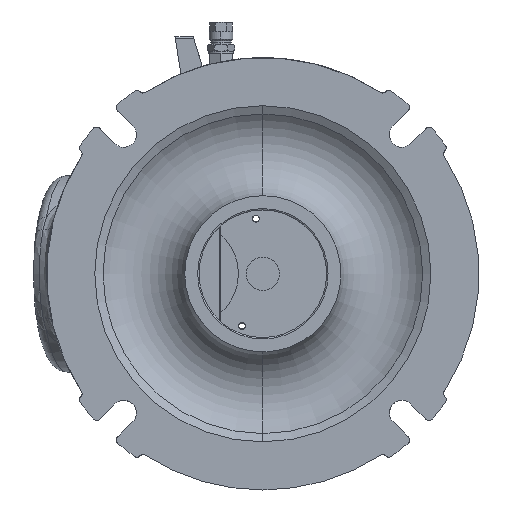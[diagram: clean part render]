
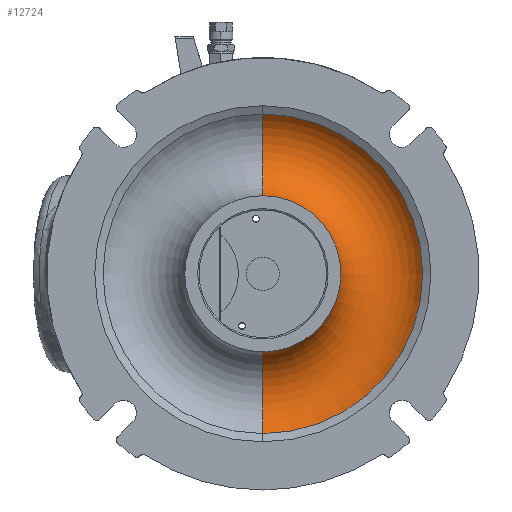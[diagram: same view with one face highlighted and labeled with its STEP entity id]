
A CAD part, front view. The second image highlights one B-rep face of the part: STEP entity #12724.
In plain terms, the highlighted toroidal (fillet/blend) face has major radius 89.5 mm and minor radius 35 mm.
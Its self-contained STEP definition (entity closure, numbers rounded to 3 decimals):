
#7853 = CARTESIAN_POINT ( 'NONE',  ( 0., 20.924, 0. ) ) ;
#7855 = DIRECTION ( 'NONE',  ( 0., -1., 0. ) ) ;
#7856 = DIRECTION ( 'NONE',  ( 0., 0., -1. ) ) ;
#9027 = TOROIDAL_SURFACE ( 'NONE', #19240, 89.5, 35. ) ;
#9033 = FACE_OUTER_BOUND ( 'NONE', #27707, .T. ) ;
#12433 = DIRECTION ( 'NONE',  ( 0., 0., -1. ) ) ;
#12435 = CARTESIAN_POINT ( 'NONE',  ( 0., 6.637, 0. ) ) ;
#12437 = DIRECTION ( 'NONE',  ( 0., -1., 0. ) ) ;
#12724 = ADVANCED_FACE ( 'NONE', ( #9033 ), #9027, .F. ) ;
#14252 = AXIS2_PLACEMENT_3D ( 'NONE', #7853, #7855, #7856 ) ;
#14368 = AXIS2_PLACEMENT_3D ( 'NONE', #12435, #12437, #12433 ) ;
#19240 = AXIS2_PLACEMENT_3D ( 'NONE', #40971, #40935, #40988 ) ;
#20755 = AXIS2_PLACEMENT_3D ( 'NONE', #35329, #35343, #35344 ) ;
#20767 = AXIS2_PLACEMENT_3D ( 'NONE', #35501, #35515, #35516 ) ;
#23472 = CIRCLE ( 'NONE', #20755, 35. ) ;
#23548 = CIRCLE ( 'NONE', #20767, 35. ) ;
#24111 = EDGE_CURVE ( 'NONE', #43692, #43689, #23472, .T. ) ;
#24171 = EDGE_CURVE ( 'NONE', #43688, #43690, #23548, .T. ) ;
#24520 = EDGE_CURVE ( 'NONE', #43688, #43692, #42414, .T. ) ;
#25064 = EDGE_CURVE ( 'NONE', #43690, #43689, #42093, .T. ) ;
#27451 = ORIENTED_EDGE ( 'NONE', *, *, #24111, .F. ) ;
#27529 = ORIENTED_EDGE ( 'NONE', *, *, #24171, .T. ) ;
#27531 = ORIENTED_EDGE ( 'NONE', *, *, #25064, .T. ) ;
#27540 = ORIENTED_EDGE ( 'NONE', *, *, #24520, .F. ) ;
#27707 = EDGE_LOOP ( 'NONE', ( #27451, #27540, #27529, #27531 ) ) ;
#35329 = CARTESIAN_POINT ( 'NONE',  ( 0., -3.5, 89.5 ) ) ;
#35343 = DIRECTION ( 'NONE',  ( 1., 0., 0. ) ) ;
#35344 = DIRECTION ( 'NONE',  ( 0., 0., -1. ) ) ;
#35501 = CARTESIAN_POINT ( 'NONE',  ( 0., -3.5, -89.5 ) ) ;
#35515 = DIRECTION ( 'NONE',  ( -1., 0., 0. ) ) ;
#35516 = DIRECTION ( 'NONE',  ( 0., 0., 1. ) ) ;
#40935 = DIRECTION ( 'NONE',  ( 0., -1., 0. ) ) ;
#40971 = CARTESIAN_POINT ( 'NONE',  ( 0., -3.5, 0. ) ) ;
#40988 = DIRECTION ( 'NONE',  ( 0., 0., -1. ) ) ;
#42093 = CIRCLE ( 'NONE', #14252, 114.569 ) ;
#42414 = CIRCLE ( 'NONE', #14368, 56. ) ;
#43688 = VERTEX_POINT ( 'NONE', #46825 ) ;
#43689 = VERTEX_POINT ( 'NONE', #46824 ) ;
#43690 = VERTEX_POINT ( 'NONE', #46823 ) ;
#43692 = VERTEX_POINT ( 'NONE', #46820 ) ;
#46820 = CARTESIAN_POINT ( 'NONE',  ( 0., 6.637, 56. ) ) ;
#46823 = CARTESIAN_POINT ( 'NONE',  ( 0., 20.924, -114.569 ) ) ;
#46824 = CARTESIAN_POINT ( 'NONE',  ( 0., 20.924, 114.569 ) ) ;
#46825 = CARTESIAN_POINT ( 'NONE',  ( 0., 6.637, -56. ) ) ;
